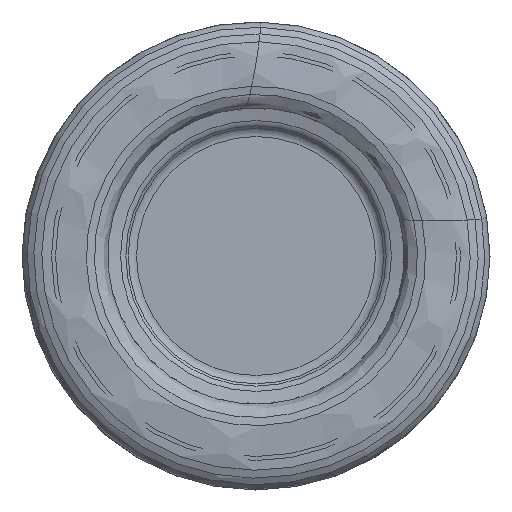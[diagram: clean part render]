
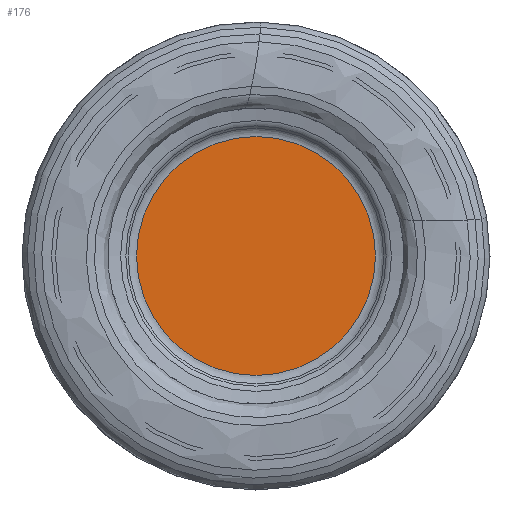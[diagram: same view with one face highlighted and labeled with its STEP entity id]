
A CAD part, left-side view. The second image highlights one B-rep face of the part: STEP entity #176.
In plain terms, the highlighted planar face has unit normal (-1, 0, 0).
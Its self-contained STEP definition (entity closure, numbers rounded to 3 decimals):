
#176=ADVANCED_FACE('',(#209),#207,.F.);
#207=PLANE('',#678);
#209=FACE_OUTER_BOUND('',#275,.T.);
#275=EDGE_LOOP('',(#341));
#341=ORIENTED_EDGE('',*,*,#519,.T.);
#472=VERTEX_POINT('',#959);
#519=EDGE_CURVE('',#472,#472,#594,.T.);
#594=CIRCLE('',#676,8.169);
#676=AXIS2_PLACEMENT_3D('',#958,#797,#798);
#678=AXIS2_PLACEMENT_3D('',#961,#801,#802);
#797=DIRECTION('',(-1.,0.,0.));
#798=DIRECTION('',(0.,0.,1.));
#801=DIRECTION('',(1.,0.,0.));
#802=DIRECTION('',(0.,0.,-1.));
#958=CARTESIAN_POINT('',(2.3,0.,0.));
#959=CARTESIAN_POINT('',(2.3,0.,8.169));
#961=CARTESIAN_POINT('',(2.3,8.169,0.));
